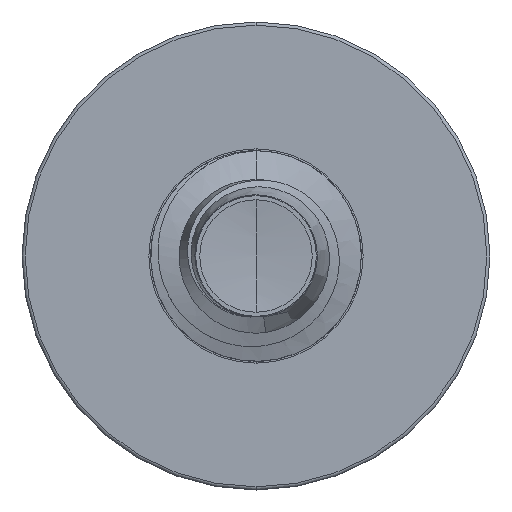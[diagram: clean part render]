
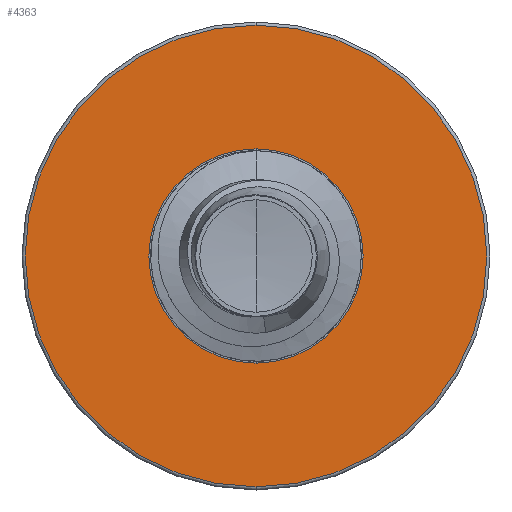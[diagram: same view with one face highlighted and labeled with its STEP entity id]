
A CAD part, front view. The second image highlights one B-rep face of the part: STEP entity #4363.
In plain terms, the highlighted planar face has unit normal (0, -1, 0).
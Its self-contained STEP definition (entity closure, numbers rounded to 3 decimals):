
#189 = DIRECTION ( 'NONE',  ( 0., 0., 1. ) ) ;
#429 = CARTESIAN_POINT ( 'NONE',  ( 0., 3., 0. ) ) ;
#480 = AXIS2_PLACEMENT_3D ( 'NONE', #823, #6437, #1621 ) ;
#723 = VERTEX_POINT ( 'NONE', #9730 ) ;
#823 = CARTESIAN_POINT ( 'NONE',  ( 0., 3., 0. ) ) ;
#947 = CARTESIAN_POINT ( 'NONE',  ( 0., 3., 0.916 ) ) ;
#1200 = AXIS2_PLACEMENT_3D ( 'NONE', #4208, #9527, #5017 ) ;
#1215 = DIRECTION ( 'NONE',  ( 0., 0., 1. ) ) ;
#1267 = ORIENTED_EDGE ( 'NONE', *, *, #7636, .T. ) ;
#1357 = CIRCLE ( 'NONE', #480, 1.973 ) ;
#1621 = DIRECTION ( 'NONE',  ( 0., 0., 1. ) ) ;
#1945 = VERTEX_POINT ( 'NONE', #947 ) ;
#2048 = ORIENTED_EDGE ( 'NONE', *, *, #5984, .F. ) ;
#2271 = AXIS2_PLACEMENT_3D ( 'NONE', #3351, #4969, #189 ) ;
#2681 = ORIENTED_EDGE ( 'NONE', *, *, #7933, .T. ) ;
#2718 = EDGE_LOOP ( 'NONE', ( #2048, #9566 ) ) ;
#3196 = CIRCLE ( 'NONE', #9320, 0.916 ) ;
#3351 = CARTESIAN_POINT ( 'NONE',  ( 0., 3., -0.916 ) ) ;
#3901 = DIRECTION ( 'NONE',  ( 0., 1., 0. ) ) ;
#4163 = PLANE ( 'NONE',  #2271 ) ;
#4208 = CARTESIAN_POINT ( 'NONE',  ( 0., 3., 0. ) ) ;
#4363 = ADVANCED_FACE ( 'NONE', ( #6035, #7800 ), #4163, .F. ) ;
#4366 = EDGE_LOOP ( 'NONE', ( #2681, #1267 ) ) ;
#4969 = DIRECTION ( 'NONE',  ( 0., 1., 0. ) ) ;
#5017 = DIRECTION ( 'NONE',  ( 0., 0., 1. ) ) ;
#5510 = AXIS2_PLACEMENT_3D ( 'NONE', #8568, #3901, #9273 ) ;
#5584 = EDGE_CURVE ( 'NONE', #9808, #723, #6142, .T. ) ;
#5984 = EDGE_CURVE ( 'NONE', #723, #9808, #1357, .T. ) ;
#6034 = DIRECTION ( 'NONE',  ( 0., 1., 0. ) ) ;
#6035 = FACE_OUTER_BOUND ( 'NONE', #2718, .T. ) ;
#6122 = CARTESIAN_POINT ( 'NONE',  ( 0., 3., -0.916 ) ) ;
#6142 = CIRCLE ( 'NONE', #1200, 1.973 ) ;
#6437 = DIRECTION ( 'NONE',  ( 0., 1., 0. ) ) ;
#6601 = VERTEX_POINT ( 'NONE', #6122 ) ;
#7458 = CARTESIAN_POINT ( 'NONE',  ( 0., 3., -1.973 ) ) ;
#7636 = EDGE_CURVE ( 'NONE', #6601, #1945, #3196, .T. ) ;
#7800 = FACE_BOUND ( 'NONE', #4366, .T. ) ;
#7933 = EDGE_CURVE ( 'NONE', #1945, #6601, #8248, .T. ) ;
#8248 = CIRCLE ( 'NONE', #5510, 0.916 ) ;
#8568 = CARTESIAN_POINT ( 'NONE',  ( 0., 3., 0. ) ) ;
#9273 = DIRECTION ( 'NONE',  ( 0., 0., 1. ) ) ;
#9320 = AXIS2_PLACEMENT_3D ( 'NONE', #429, #6034, #1215 ) ;
#9527 = DIRECTION ( 'NONE',  ( 0., 1., 0. ) ) ;
#9566 = ORIENTED_EDGE ( 'NONE', *, *, #5584, .F. ) ;
#9730 = CARTESIAN_POINT ( 'NONE',  ( 0., 3., 1.973 ) ) ;
#9808 = VERTEX_POINT ( 'NONE', #7458 ) ;
